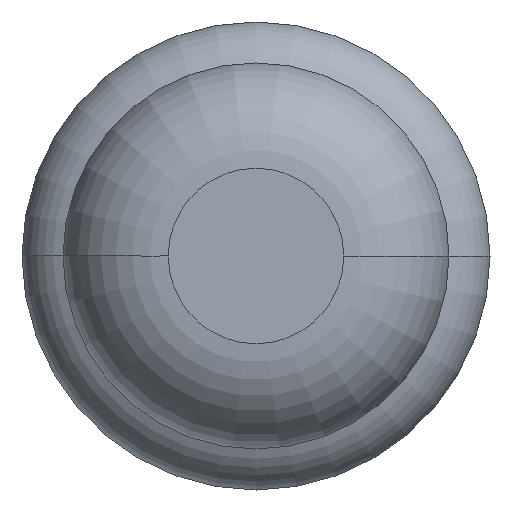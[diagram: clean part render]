
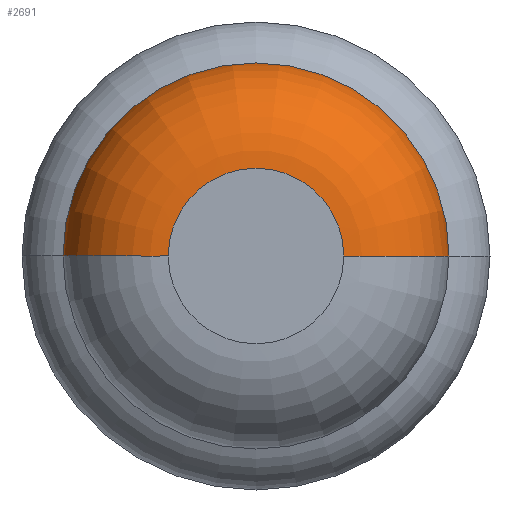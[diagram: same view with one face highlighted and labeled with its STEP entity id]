
A CAD part, front view. The second image highlights one B-rep face of the part: STEP entity #2691.
In plain terms, the highlighted toroidal (fillet/blend) face has major radius 0.375 mm and minor radius 0.45 mm.
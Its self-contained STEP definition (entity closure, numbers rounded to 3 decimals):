
#87 = DIRECTION ( 'NONE',  ( 1., 0., 0. ) ) ;
#120 = CARTESIAN_POINT ( 'NONE',  ( 0.825, -31.55, 0. ) ) ;
#196 = DIRECTION ( 'NONE',  ( 1., 0., 0. ) ) ;
#292 = CIRCLE ( 'NONE', #1872, 0.825 ) ;
#480 = CIRCLE ( 'NONE', #1427, 0.375 ) ;
#614 = CARTESIAN_POINT ( 'NONE',  ( 0., -31.55, 0. ) ) ;
#615 = EDGE_CURVE ( 'NONE', #2086, #1340, #638, .T. ) ;
#638 = CIRCLE ( 'NONE', #964, 0.45 ) ;
#653 = AXIS2_PLACEMENT_3D ( 'NONE', #876, #2533, #659 ) ;
#659 = DIRECTION ( 'NONE',  ( 1., 0., 0. ) ) ;
#676 = DIRECTION ( 'NONE',  ( 0., 0., -1. ) ) ;
#876 = CARTESIAN_POINT ( 'NONE',  ( 0., -31.55, 0. ) ) ;
#964 = AXIS2_PLACEMENT_3D ( 'NONE', #1420, #2814, #3050 ) ;
#1038 = FACE_OUTER_BOUND ( 'NONE', #1431, .T. ) ;
#1112 = CIRCLE ( 'NONE', #1679, 0.45 ) ;
#1340 = VERTEX_POINT ( 'NONE', #2805 ) ;
#1408 = CARTESIAN_POINT ( 'NONE',  ( 0.375, -31.55, 0. ) ) ;
#1420 = CARTESIAN_POINT ( 'NONE',  ( -0.375, -31.55, 0. ) ) ;
#1427 = AXIS2_PLACEMENT_3D ( 'NONE', #3021, #2570, #196 ) ;
#1431 = EDGE_LOOP ( 'NONE', ( #2293, #2197, #1736, #2926 ) ) ;
#1523 = TOROIDAL_SURFACE ( 'NONE', #653, 0.375, 0.45 ) ;
#1525 = DIRECTION ( 'NONE',  ( 0., -1., 0. ) ) ;
#1616 = CARTESIAN_POINT ( 'NONE',  ( -0.825, -31.55, 0. ) ) ;
#1679 = AXIS2_PLACEMENT_3D ( 'NONE', #1408, #676, #2352 ) ;
#1736 = ORIENTED_EDGE ( 'NONE', *, *, #2172, .F. ) ;
#1872 = AXIS2_PLACEMENT_3D ( 'NONE', #614, #1525, #87 ) ;
#1932 = VERTEX_POINT ( 'NONE', #2289 ) ;
#2086 = VERTEX_POINT ( 'NONE', #1616 ) ;
#2100 = EDGE_CURVE ( 'NONE', #2404, #1932, #1112, .T. ) ;
#2172 = EDGE_CURVE ( 'Defeature ausgef�hrt1_6+Defeature ausgef�hrt1_7+Defeature ausgef�hrt1_7+Defeature ausgef�hrt1_7', #1932, #1340, #480, .T. ) ;
#2197 = ORIENTED_EDGE ( 'NONE', *, *, #615, .T. ) ;
#2289 = CARTESIAN_POINT ( 'NONE',  ( 0.375, -32., 0. ) ) ;
#2293 = ORIENTED_EDGE ( 'NONE', *, *, #2461, .T. ) ;
#2352 = DIRECTION ( 'NONE',  ( -1., 0., 0. ) ) ;
#2404 = VERTEX_POINT ( 'NONE', #120 ) ;
#2461 = EDGE_CURVE ( 'Defeature ausgef�hrt1_7+Defeature ausgef�hrt1_8+Defeature ausgef�hrt1_8+Defeature ausgef�hrt1_8', #2404, #2086, #292, .T. ) ;
#2533 = DIRECTION ( 'NONE',  ( 0., -1., 0. ) ) ;
#2570 = DIRECTION ( 'NONE',  ( 0., -1., 0. ) ) ;
#2691 = ADVANCED_FACE ( 'Defeature ausgef�hrt1_7', ( #1038 ), #1523, .T. ) ;
#2805 = CARTESIAN_POINT ( 'NONE',  ( -0.375, -32., 0. ) ) ;
#2814 = DIRECTION ( 'NONE',  ( 0., 0., 1. ) ) ;
#2926 = ORIENTED_EDGE ( 'NONE', *, *, #2100, .F. ) ;
#3021 = CARTESIAN_POINT ( 'NONE',  ( 0., -32., 0. ) ) ;
#3050 = DIRECTION ( 'NONE',  ( 1., 0., 0. ) ) ;
